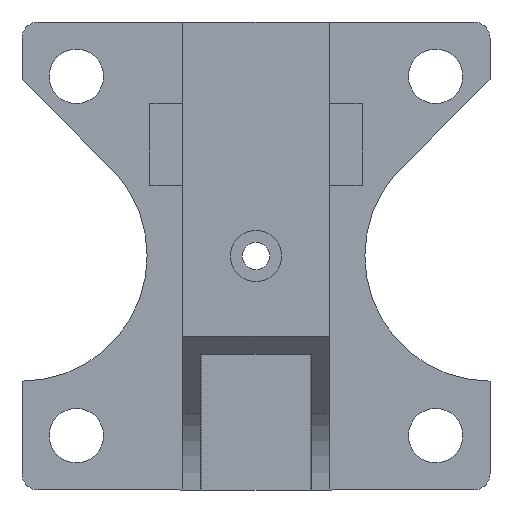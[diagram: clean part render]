
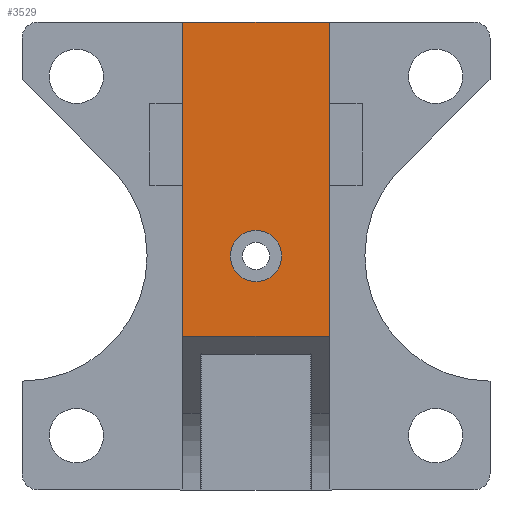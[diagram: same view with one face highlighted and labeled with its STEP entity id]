
A CAD part, front view. The second image highlights one B-rep face of the part: STEP entity #3529.
In plain terms, the highlighted planar face has unit normal (0, -1, 0).
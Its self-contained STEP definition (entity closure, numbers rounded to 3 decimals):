
#244 = PLANE('',#245);
#245 = AXIS2_PLACEMENT_3D('',#246,#247,#248);
#246 = CARTESIAN_POINT('',(43.,-14.587,86.));
#247 = DIRECTION('',(0.,0.,1.));
#248 = DIRECTION('',(0.,-1.,0.));
#879 = PLANE('',#880);
#880 = AXIS2_PLACEMENT_3D('',#881,#882,#883);
#881 = CARTESIAN_POINT('',(29.5,-24.692,46.976));
#882 = DIRECTION('',(-1.,0.,0.));
#883 = DIRECTION('',(0.,0.,-1.));
#1208 = PLANE('',#1209);
#1209 = AXIS2_PLACEMENT_3D('',#1210,#1211,#1212);
#1210 = CARTESIAN_POINT('',(56.5,-24.692,46.976));
#1211 = DIRECTION('',(1.,0.,0.));
#1212 = DIRECTION('',(0.,-1.,0.));
#1768 = VERTEX_POINT('',#1769);
#1769 = CARTESIAN_POINT('',(29.5,-41.,86.));
#1790 = EDGE_CURVE('',#1768,#1791,#1793,.T.);
#1791 = VERTEX_POINT('',#1792);
#1792 = CARTESIAN_POINT('',(56.5,-41.,86.));
#1793 = SURFACE_CURVE('',#1794,(#1798,#1805),.PCURVE_S1.);
#1794 = LINE('',#1795,#1796);
#1795 = CARTESIAN_POINT('',(29.5,-41.,86.));
#1796 = VECTOR('',#1797,1.);
#1797 = DIRECTION('',(1.,0.,0.));
#1798 = PCURVE('',#244,#1799);
#1799 = DEFINITIONAL_REPRESENTATION('',(#1800),#1804);
#1800 = LINE('',#1801,#1802);
#1801 = CARTESIAN_POINT('',(26.413,-13.5));
#1802 = VECTOR('',#1803,1.);
#1803 = DIRECTION('',(0.,1.));
#1804 = ( GEOMETRIC_REPRESENTATION_CONTEXT(2) 
PARAMETRIC_REPRESENTATION_CONTEXT() REPRESENTATION_CONTEXT('2D SPACE',''
  ) );
#1805 = PCURVE('',#1806,#1811);
#1806 = PLANE('',#1807);
#1807 = AXIS2_PLACEMENT_3D('',#1808,#1809,#1810);
#1808 = CARTESIAN_POINT('',(29.5,-41.,0.));
#1809 = DIRECTION('',(0.,-1.,0.));
#1810 = DIRECTION('',(1.,0.,0.));
#1811 = DEFINITIONAL_REPRESENTATION('',(#1812),#1816);
#1812 = LINE('',#1813,#1814);
#1813 = CARTESIAN_POINT('',(0.,86.));
#1814 = VECTOR('',#1815,1.);
#1815 = DIRECTION('',(1.,0.));
#1816 = ( GEOMETRIC_REPRESENTATION_CONTEXT(2) 
PARAMETRIC_REPRESENTATION_CONTEXT() REPRESENTATION_CONTEXT('2D SPACE',''
  ) );
#2681 = PLANE('',#2682);
#2682 = AXIS2_PLACEMENT_3D('',#2683,#2684,#2685);
#2683 = CARTESIAN_POINT('',(28.5,-41.,28.284));
#2684 = DIRECTION('',(0.,0.707,0.707)
  );
#2685 = DIRECTION('',(0.,0.707,-0.707
    ));
#3529 = ADVANCED_FACE('',(#3530,#3600),#1806,.T.);
#3530 = FACE_BOUND('',#3531,.T.);
#3531 = EDGE_LOOP('',(#3532,#3555,#3578,#3599));
#3532 = ORIENTED_EDGE('',*,*,#3533,.F.);
#3533 = EDGE_CURVE('',#3534,#1768,#3536,.T.);
#3534 = VERTEX_POINT('',#3535);
#3535 = CARTESIAN_POINT('',(29.5,-41.,28.284));
#3536 = SURFACE_CURVE('',#3537,(#3541,#3548),.PCURVE_S1.);
#3537 = LINE('',#3538,#3539);
#3538 = CARTESIAN_POINT('',(29.5,-41.,0.));
#3539 = VECTOR('',#3540,1.);
#3540 = DIRECTION('',(0.,0.,1.));
#3541 = PCURVE('',#1806,#3542);
#3542 = DEFINITIONAL_REPRESENTATION('',(#3543),#3547);
#3543 = LINE('',#3544,#3545);
#3544 = CARTESIAN_POINT('',(0.,0.));
#3545 = VECTOR('',#3546,1.);
#3546 = DIRECTION('',(0.,1.));
#3547 = ( GEOMETRIC_REPRESENTATION_CONTEXT(2) 
PARAMETRIC_REPRESENTATION_CONTEXT() REPRESENTATION_CONTEXT('2D SPACE',''
  ) );
#3548 = PCURVE('',#879,#3549);
#3549 = DEFINITIONAL_REPRESENTATION('',(#3550),#3554);
#3550 = LINE('',#3551,#3552);
#3551 = CARTESIAN_POINT('',(46.976,16.308));
#3552 = VECTOR('',#3553,1.);
#3553 = DIRECTION('',(-1.,0.));
#3554 = ( GEOMETRIC_REPRESENTATION_CONTEXT(2) 
PARAMETRIC_REPRESENTATION_CONTEXT() REPRESENTATION_CONTEXT('2D SPACE',''
  ) );
#3555 = ORIENTED_EDGE('',*,*,#3556,.T.);
#3556 = EDGE_CURVE('',#3534,#3557,#3559,.T.);
#3557 = VERTEX_POINT('',#3558);
#3558 = CARTESIAN_POINT('',(56.5,-41.,28.284));
#3559 = SURFACE_CURVE('',#3560,(#3564,#3571),.PCURVE_S1.);
#3560 = LINE('',#3561,#3562);
#3561 = CARTESIAN_POINT('',(28.5,-41.,28.284));
#3562 = VECTOR('',#3563,1.);
#3563 = DIRECTION('',(1.,0.,0.));
#3564 = PCURVE('',#1806,#3565);
#3565 = DEFINITIONAL_REPRESENTATION('',(#3566),#3570);
#3566 = LINE('',#3567,#3568);
#3567 = CARTESIAN_POINT('',(-1.,28.284));
#3568 = VECTOR('',#3569,1.);
#3569 = DIRECTION('',(1.,0.));
#3570 = ( GEOMETRIC_REPRESENTATION_CONTEXT(2) 
PARAMETRIC_REPRESENTATION_CONTEXT() REPRESENTATION_CONTEXT('2D SPACE',''
  ) );
#3571 = PCURVE('',#2681,#3572);
#3572 = DEFINITIONAL_REPRESENTATION('',(#3573),#3577);
#3573 = LINE('',#3574,#3575);
#3574 = CARTESIAN_POINT('',(0.,0.));
#3575 = VECTOR('',#3576,1.);
#3576 = DIRECTION('',(0.,-1.));
#3577 = ( GEOMETRIC_REPRESENTATION_CONTEXT(2) 
PARAMETRIC_REPRESENTATION_CONTEXT() REPRESENTATION_CONTEXT('2D SPACE',''
  ) );
#3578 = ORIENTED_EDGE('',*,*,#3579,.T.);
#3579 = EDGE_CURVE('',#3557,#1791,#3580,.T.);
#3580 = SURFACE_CURVE('',#3581,(#3585,#3592),.PCURVE_S1.);
#3581 = LINE('',#3582,#3583);
#3582 = CARTESIAN_POINT('',(56.5,-41.,0.));
#3583 = VECTOR('',#3584,1.);
#3584 = DIRECTION('',(0.,0.,1.));
#3585 = PCURVE('',#1806,#3586);
#3586 = DEFINITIONAL_REPRESENTATION('',(#3587),#3591);
#3587 = LINE('',#3588,#3589);
#3588 = CARTESIAN_POINT('',(27.,0.));
#3589 = VECTOR('',#3590,1.);
#3590 = DIRECTION('',(0.,1.));
#3591 = ( GEOMETRIC_REPRESENTATION_CONTEXT(2) 
PARAMETRIC_REPRESENTATION_CONTEXT() REPRESENTATION_CONTEXT('2D SPACE',''
  ) );
#3592 = PCURVE('',#1208,#3593);
#3593 = DEFINITIONAL_REPRESENTATION('',(#3594),#3598);
#3594 = LINE('',#3595,#3596);
#3595 = CARTESIAN_POINT('',(16.308,46.976));
#3596 = VECTOR('',#3597,1.);
#3597 = DIRECTION('',(0.,-1.));
#3598 = ( GEOMETRIC_REPRESENTATION_CONTEXT(2) 
PARAMETRIC_REPRESENTATION_CONTEXT() REPRESENTATION_CONTEXT('2D SPACE',''
  ) );
#3599 = ORIENTED_EDGE('',*,*,#1790,.F.);
#3600 = FACE_BOUND('',#3601,.T.);
#3601 = EDGE_LOOP('',(#3602));
#3602 = ORIENTED_EDGE('',*,*,#3603,.F.);
#3603 = EDGE_CURVE('',#3604,#3604,#3606,.T.);
#3604 = VERTEX_POINT('',#3605);
#3605 = CARTESIAN_POINT('',(47.7,-41.,43.));
#3606 = SURFACE_CURVE('',#3607,(#3612,#3619),.PCURVE_S1.);
#3607 = CIRCLE('',#3608,4.7);
#3608 = AXIS2_PLACEMENT_3D('',#3609,#3610,#3611);
#3609 = CARTESIAN_POINT('',(43.,-41.,43.));
#3610 = DIRECTION('',(0.,-1.,0.));
#3611 = DIRECTION('',(1.,0.,0.));
#3612 = PCURVE('',#1806,#3613);
#3613 = DEFINITIONAL_REPRESENTATION('',(#3614),#3618);
#3614 = CIRCLE('',#3615,4.7);
#3615 = AXIS2_PLACEMENT_2D('',#3616,#3617);
#3616 = CARTESIAN_POINT('',(13.5,43.));
#3617 = DIRECTION('',(1.,0.));
#3618 = ( GEOMETRIC_REPRESENTATION_CONTEXT(2) 
PARAMETRIC_REPRESENTATION_CONTEXT() REPRESENTATION_CONTEXT('2D SPACE',''
  ) );
#3619 = PCURVE('',#3620,#3625);
#3620 = CYLINDRICAL_SURFACE('',#3621,4.7);
#3621 = AXIS2_PLACEMENT_3D('',#3622,#3623,#3624);
#3622 = CARTESIAN_POINT('',(43.,-3.5,43.));
#3623 = DIRECTION('',(0.,-1.,0.));
#3624 = DIRECTION('',(1.,0.,0.));
#3625 = DEFINITIONAL_REPRESENTATION('',(#3626),#3630);
#3626 = LINE('',#3627,#3628);
#3627 = CARTESIAN_POINT('',(0.,37.5));
#3628 = VECTOR('',#3629,1.);
#3629 = DIRECTION('',(1.,0.));
#3630 = ( GEOMETRIC_REPRESENTATION_CONTEXT(2) 
PARAMETRIC_REPRESENTATION_CONTEXT() REPRESENTATION_CONTEXT('2D SPACE',''
  ) );
